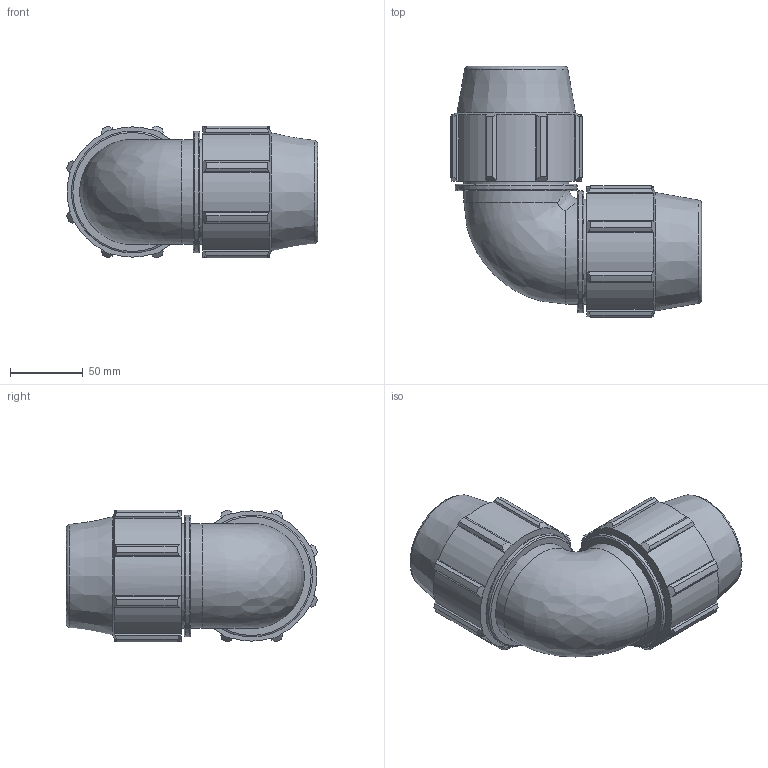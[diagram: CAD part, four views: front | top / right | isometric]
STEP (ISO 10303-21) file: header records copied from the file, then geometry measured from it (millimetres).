
FILE_DESCRIPTION(/* description */ ('PLASSON 90° ELBOW 50-50'),/* implementation_level */ '2;1');
FILE_NAME(/* name */ '070500050_180500050_0705060500A.ipt.stp',/* time_stamp */ '2017-06-06T13:32:37+03:00',/* author */ ('KIM'),/* organization */ (''),/* preprocessor_version */ 'ST-DEVELOPER v15.6',/* originating_system */ 'Autodesk Inventor 2015',/* authorisation */ '');
FILE_SCHEMA (('AUTOMOTIVE_DESIGN { 1 0 10303 214 3 1 1 }'));
Length unit declared in the file: millimetre
Products named in the file (1): 070500050_180500050_0705060500A
Bounding box: 172.16 x 172.16 x 90.33 mm (x, y, z)
Volume: 780263.4 mm3; surface area: 116923.4 mm2
Topology: 1 solids, 1 shells, 149 faces, 401 edges, 264 vertices
Faces by surface type: plane 76, cylinder 40, cone 24, torus 7, bspline 2
Full cylindrical faces by diameter (mm): 50 x2, 72 x2, 83.52 x2
Entity records: 4783 total; most frequent: CARTESIAN_POINT 1053, ORIENTED_EDGE 756, DIRECTION 724, EDGE_CURVE 378, AXIS2_PLACEMENT_3D 266, VERTEX_POINT 262, LINE 192, VECTOR 192
